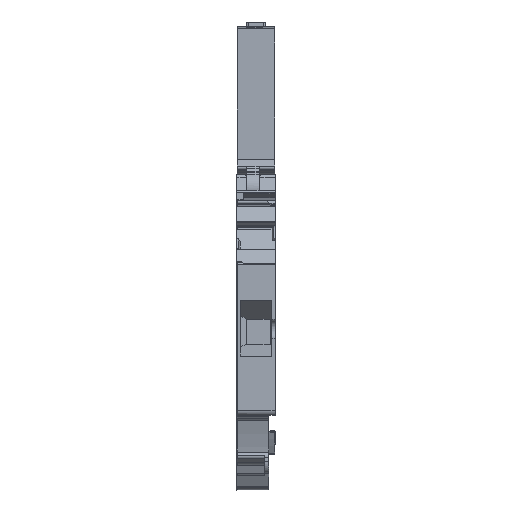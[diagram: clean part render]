
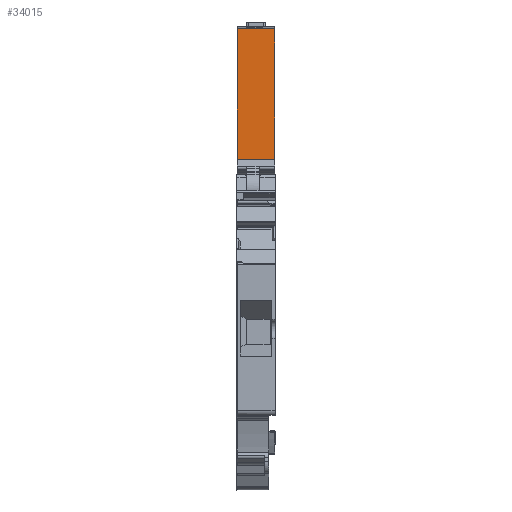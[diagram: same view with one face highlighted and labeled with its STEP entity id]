
A CAD part, front view. The second image highlights one B-rep face of the part: STEP entity #34015.
In plain terms, the highlighted planar face has unit normal (0, -1, 0).
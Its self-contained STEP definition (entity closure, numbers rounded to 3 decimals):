
#33979=AXIS2_PLACEMENT_3D('Plane Axis2P3D',#33976,#33977,#33978) ;
#31886=CARTESIAN_POINT('Vertex',(0.054,18.607,52.628)) ;
#31889=CARTESIAN_POINT('Line Origine',(0.054,18.607,63.004)) ;
#31893=CARTESIAN_POINT('Vertex',(0.054,18.607,73.38)) ;
#32270=CARTESIAN_POINT('Vertex',(6.054,18.607,73.38)) ;
#32273=CARTESIAN_POINT('Line Origine',(6.054,18.607,70.781)) ;
#32277=CARTESIAN_POINT('Vertex',(6.054,18.607,68.183)) ;
#32410=CARTESIAN_POINT('Vertex',(6.054,18.607,67.483)) ;
#32413=CARTESIAN_POINT('Line Origine',(6.054,18.607,60.056)) ;
#32417=CARTESIAN_POINT('Vertex',(6.054,18.607,52.628)) ;
#33960=CARTESIAN_POINT('Line Origine',(3.054,18.607,52.628)) ;
#33976=CARTESIAN_POINT('Axis2P3D Location',(2.904,18.607,54.133)) ;
#33981=CARTESIAN_POINT('Line Origine',(3.054,18.607,73.38)) ;
#33986=CARTESIAN_POINT('Line Origine',(6.004,18.607,67.483)) ;
#33990=CARTESIAN_POINT('Vertex',(5.954,18.607,67.483)) ;
#33993=CARTESIAN_POINT('Line Origine',(5.954,18.607,67.833)) ;
#33997=CARTESIAN_POINT('Vertex',(5.954,18.607,68.183)) ;
#34000=CARTESIAN_POINT('Line Origine',(6.004,18.607,68.183)) ;
#31890=DIRECTION('Vector Direction',(0.,0.,-1.)) ;
#32274=DIRECTION('Vector Direction',(0.,0.,1.)) ;
#32414=DIRECTION('Vector Direction',(0.,0.,-1.)) ;
#33961=DIRECTION('Vector Direction',(1.,0.,0.)) ;
#33977=DIRECTION('Axis2P3D Direction',(0.,1.,0.)) ;
#33978=DIRECTION('Axis2P3D XDirection',(0.,0.,1.)) ;
#33982=DIRECTION('Vector Direction',(1.,0.,0.)) ;
#33987=DIRECTION('Vector Direction',(-1.,0.,0.)) ;
#33994=DIRECTION('Vector Direction',(0.,0.,-1.)) ;
#34001=DIRECTION('Vector Direction',(-1.,0.,0.)) ;
#31891=VECTOR('Line Direction',#31890,1.) ;
#32275=VECTOR('Line Direction',#32274,1.) ;
#32415=VECTOR('Line Direction',#32414,1.) ;
#33962=VECTOR('Line Direction',#33961,1.) ;
#33983=VECTOR('Line Direction',#33982,1.) ;
#33988=VECTOR('Line Direction',#33987,1.) ;
#33995=VECTOR('Line Direction',#33994,1.) ;
#34002=VECTOR('Line Direction',#34001,1.) ;
#34006=ORIENTED_EDGE('',*,*,#32279,.F.) ;
#34007=ORIENTED_EDGE('',*,*,#33985,.T.) ;
#34008=ORIENTED_EDGE('',*,*,#31895,.T.) ;
#34009=ORIENTED_EDGE('',*,*,#33964,.F.) ;
#34010=ORIENTED_EDGE('',*,*,#32419,.F.) ;
#34011=ORIENTED_EDGE('',*,*,#33992,.T.) ;
#34012=ORIENTED_EDGE('',*,*,#33999,.F.) ;
#34013=ORIENTED_EDGE('',*,*,#34004,.F.) ;
#34015=ADVANCED_FACE('FSPG',(#34014),#33980,.F.) ;
#31895=EDGE_CURVE('',#31894,#31887,#31892,.T.) ;
#32279=EDGE_CURVE('',#32271,#32278,#32276,.F.) ;
#32419=EDGE_CURVE('',#32411,#32418,#32416,.T.) ;
#33964=EDGE_CURVE('',#32418,#31887,#33963,.F.) ;
#33985=EDGE_CURVE('',#32271,#31894,#33984,.F.) ;
#33992=EDGE_CURVE('',#32411,#33991,#33989,.T.) ;
#33999=EDGE_CURVE('',#33998,#33991,#33996,.T.) ;
#34004=EDGE_CURVE('',#32278,#33998,#34003,.T.) ;
#34005=EDGE_LOOP('',(#34006,#34007,#34008,#34009,#34010,#34011,#34012,#34013)) ;
#34014=FACE_OUTER_BOUND('',#34005,.T.) ;
#31892=LINE('Line',#31889,#31891) ;
#32276=LINE('Line',#32273,#32275) ;
#32416=LINE('Line',#32413,#32415) ;
#33963=LINE('Line',#33960,#33962) ;
#33984=LINE('Line',#33981,#33983) ;
#33989=LINE('Line',#33986,#33988) ;
#33996=LINE('Line',#33993,#33995) ;
#34003=LINE('Line',#34000,#34002) ;
#33980=PLANE('',#33979) ;
#31887=VERTEX_POINT('',#31886) ;
#31894=VERTEX_POINT('',#31893) ;
#32271=VERTEX_POINT('',#32270) ;
#32278=VERTEX_POINT('',#32277) ;
#32411=VERTEX_POINT('',#32410) ;
#32418=VERTEX_POINT('',#32417) ;
#33991=VERTEX_POINT('',#33990) ;
#33998=VERTEX_POINT('',#33997) ;
